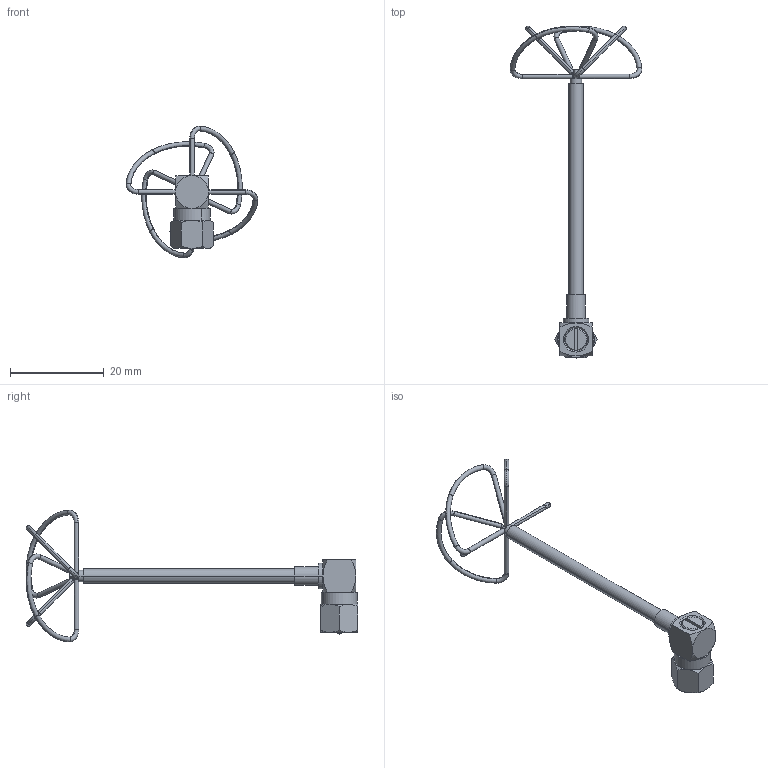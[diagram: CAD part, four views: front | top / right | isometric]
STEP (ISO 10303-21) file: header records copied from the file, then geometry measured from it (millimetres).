
FILE_DESCRIPTION (( 'STEP AP214' ), '1' );
FILE_NAME ('SPW.STEP', '2012-12-08T15:58:51', ( 'Dx!' ), ( '' ), 'SwSTEP 2.0', 'SolidWorks 2013', '' );
FILE_SCHEMA (( 'AUTOMOTIVE_DESIGN' ));
Length unit declared in the file: millimetre
Products named in the file (5): ANT_SetScrew_�� 㬮�砭��; ANT_Nut_�� 㬮�砭��; ANT_Base_�� 㬮�砭��; Lobe_SPW; SPW
Assembly tree (7 placements, depth 2):
  SPW
    Lobe_SPW  x4
    ANT_Base_�� 㬮�砭��
    ANT_Nut_�� 㬮�砭��
    ANT_SetScrew_�� 㬮�砭��
Bounding box: 28.07 x 70.66 x 28.07 mm (x, y, z)
Volume: 1194.1 mm3; surface area: 2195.4 mm2
Topology: 7 solids, 7 shells, 158 faces, 316 edges, 187 vertices
Faces by surface type: cylinder 50, torus 48, plane 43, cone 9, sphere 8
Entity records: 3639 total; most frequent: CARTESIAN_POINT 677, DIRECTION 609, ORIENTED_EDGE 476, AXIS2_PLACEMENT_3D 273, EDGE_CURVE 238, CIRCLE 147, VERTEX_POINT 145, EDGE_LOOP 133
